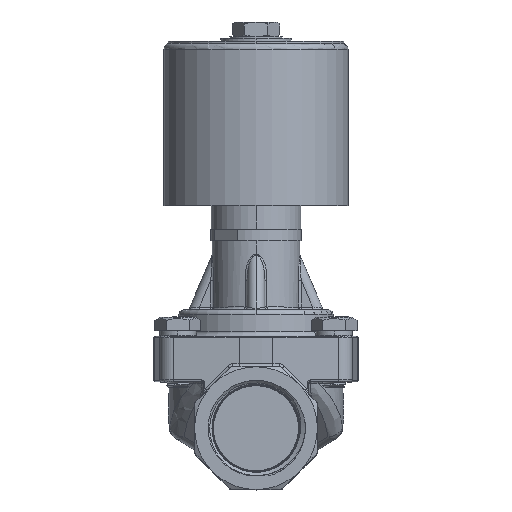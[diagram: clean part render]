
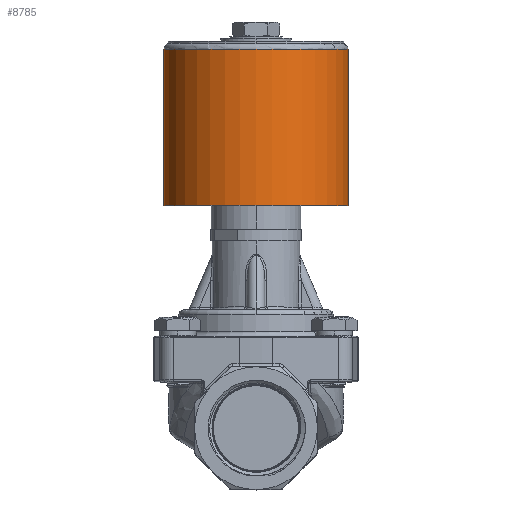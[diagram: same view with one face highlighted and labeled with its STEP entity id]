
A CAD part, top view. The second image highlights one B-rep face of the part: STEP entity #8785.
In plain terms, the highlighted cylindrical face has radius 31.5 mm (diameter 63 mm), a partial arc.
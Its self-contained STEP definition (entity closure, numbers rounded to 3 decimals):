
#1218 = VERTEX_POINT ( 'NONE', #81929 ) ;
#8393 = AXIS2_PLACEMENT_3D ( 'NONE', #37244, #132456, #50990 ) ;
#8785 = ADVANCED_FACE ( 'NONE', ( #48817 ), #140306, .T. ) ;
#19411 = LINE ( 'NONE', #133142, #87668 ) ;
#22817 = CARTESIAN_POINT ( 'NONE',  ( 38.735, 25.537, 90.342 ) ) ;
#30444 = LINE ( 'NONE', #153702, #171122 ) ;
#31996 = ORIENTED_EDGE ( 'NONE', *, *, #43995, .T. ) ;
#36505 = DIRECTION ( 'NONE',  ( 1., 0., 0. ) ) ;
#37244 = CARTESIAN_POINT ( 'NONE',  ( 38.735, 79.037, 90.342 ) ) ;
#43076 = EDGE_CURVE ( 'NONE', #164555, #62397, #19411, .T. ) ;
#43995 = EDGE_CURVE ( 'NONE', #62397, #53951, #78582, .T. ) ;
#48817 = FACE_OUTER_BOUND ( 'NONE', #99168, .T. ) ;
#50990 = DIRECTION ( 'NONE',  ( 1., 0., 0. ) ) ;
#53951 = VERTEX_POINT ( 'NONE', #133185 ) ;
#56570 = EDGE_CURVE ( 'NONE', #1218, #164555, #82377, .T. ) ;
#62397 = VERTEX_POINT ( 'NONE', #73332 ) ;
#65228 = EDGE_CURVE ( 'NONE', #1218, #53951, #30444, .T. ) ;
#68707 = DIRECTION ( 'NONE',  ( 0., 1., 0. ) ) ;
#73332 = CARTESIAN_POINT ( 'NONE',  ( 70.235, 79.037, 90.342 ) ) ;
#74340 = CARTESIAN_POINT ( 'NONE',  ( 70.235, 25.537, 90.342 ) ) ;
#78582 = CIRCLE ( 'NONE', #8393, 31.5 ) ;
#81040 = AXIS2_PLACEMENT_3D ( 'NONE', #22817, #118027, #36505 ) ;
#81929 = CARTESIAN_POINT ( 'NONE',  ( 7.235, 25.537, 90.342 ) ) ;
#82377 = CIRCLE ( 'NONE', #81040, 31.5 ) ;
#87668 = VECTOR ( 'NONE', #103989, 1000. ) ;
#99168 = EDGE_LOOP ( 'NONE', ( #125180, #134633, #157111, #31996 ) ) ;
#103989 = DIRECTION ( 'NONE',  ( 0., 1., 0. ) ) ;
#118027 = DIRECTION ( 'NONE',  ( 0., 1., 0. ) ) ;
#125180 = ORIENTED_EDGE ( 'NONE', *, *, #65228, .F. ) ;
#132456 = DIRECTION ( 'NONE',  ( 0., -1., 0. ) ) ;
#133142 = CARTESIAN_POINT ( 'NONE',  ( 70.235, 25.537, 90.342 ) ) ;
#133185 = CARTESIAN_POINT ( 'NONE',  ( 7.235, 79.037, 90.342 ) ) ;
#134633 = ORIENTED_EDGE ( 'NONE', *, *, #56570, .T. ) ;
#137107 = DIRECTION ( 'NONE',  ( 1., 0., 0. ) ) ;
#139908 = DIRECTION ( 'NONE',  ( 0., 1., 0. ) ) ;
#140306 = CYLINDRICAL_SURFACE ( 'NONE', #162308, 31.5 ) ;
#153702 = CARTESIAN_POINT ( 'NONE',  ( 7.235, 25.537, 90.342 ) ) ;
#157111 = ORIENTED_EDGE ( 'NONE', *, *, #43076, .T. ) ;
#162308 = AXIS2_PLACEMENT_3D ( 'NONE', #164040, #68707, #137107 ) ;
#164040 = CARTESIAN_POINT ( 'NONE',  ( 38.735, 25.537, 90.342 ) ) ;
#164555 = VERTEX_POINT ( 'NONE', #74340 ) ;
#171122 = VECTOR ( 'NONE', #139908, 1000. ) ;
